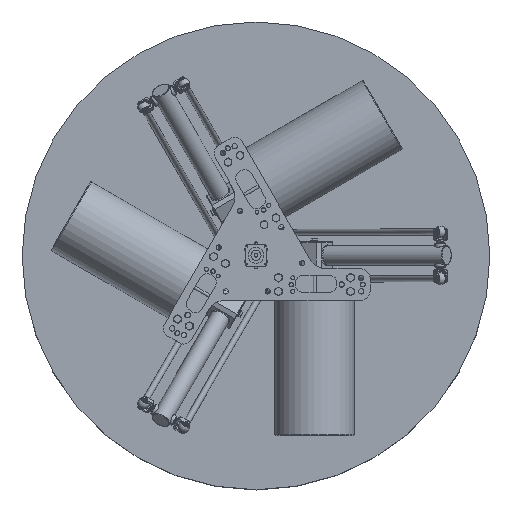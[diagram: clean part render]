
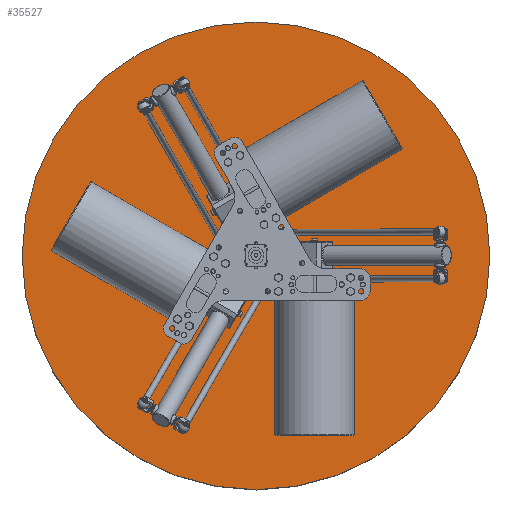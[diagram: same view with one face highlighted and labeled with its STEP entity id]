
A CAD part, top view. The second image highlights one B-rep face of the part: STEP entity #35527.
In plain terms, the highlighted face is planar.
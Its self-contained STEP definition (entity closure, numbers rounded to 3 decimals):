
#7814=PLANE('',#38016);
#9810=FACE_OUTER_BOUND('',#12073,.T.);
#12073=EDGE_LOOP('',(#25152));
#15102=CIRCLE('',#38014,600.);
#16853=VERTEX_POINT('',#52567);
#20243=EDGE_CURVE('',#16853,#16853,#15102,.T.);
#25152=ORIENTED_EDGE('',*,*,#20243,.T.);
#35527=ADVANCED_FACE('',(#9810),#7814,.T.);
#38014=AXIS2_PLACEMENT_3D('',#52568,#42042,#42043);
#38016=AXIS2_PLACEMENT_3D('',#52571,#42046,#42047);
#42042=DIRECTION('center_axis',(0.,0.,-1.));
#42043=DIRECTION('ref_axis',(0.,-1.,0.));
#42046=DIRECTION('center_axis',(0.,0.,-1.));
#42047=DIRECTION('ref_axis',(-1.,0.,0.));
#52567=CARTESIAN_POINT('',(0.,-600.,-200.));
#52568=CARTESIAN_POINT('Origin',(0.,0.,-200.));
#52571=CARTESIAN_POINT('Origin',(0.,-300.,-200.));
